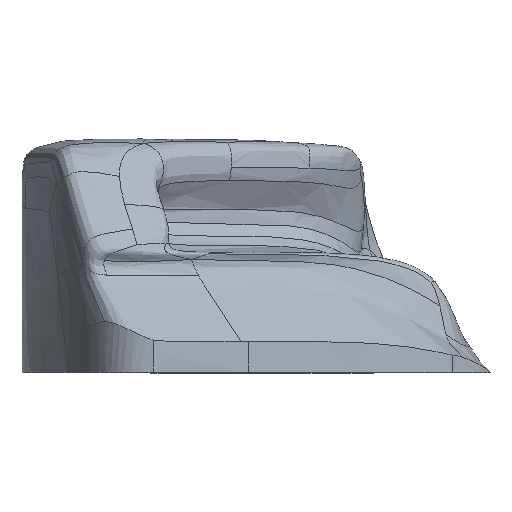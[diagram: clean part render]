
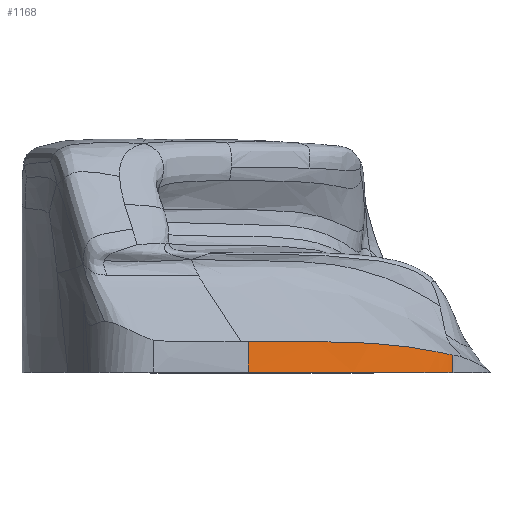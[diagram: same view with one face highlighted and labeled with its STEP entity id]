
A CAD part, top view. The second image highlights one B-rep face of the part: STEP entity #1168.
In plain terms, the highlighted free-form (B-spline) face has degree [3, 1] with [22, 2] control points.
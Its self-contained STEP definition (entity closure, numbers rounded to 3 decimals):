
#57=FACE_OUTER_BOUND('',#132,.T.);
#132=EDGE_LOOP('',(#770,#771,#772,#773));
#204=LINE('',#2180,#220);
#205=LINE('',#2244,#221);
#220=VECTOR('',#1265,10.);
#221=VECTOR('',#1266,10.);
#253=B_SPLINE_CURVE_WITH_KNOTS('',3,(#2299,#2300,#2301,#2302,#2303,#2304,
#2305,#2306,#2307,#2308,#2309,#2310,#2311,#2312,#2313,#2314,#2315,#2316,
#2317,#2318,#2319,#2320,#2321,#2322,#2323,#2324,#2325,#2326,#2327,#2328,
#2329,#2330,#2331,#2332,#2333,#2334,#2335,#2336,#2337,#2338,#2339,#2340,
#2341),.UNSPECIFIED.,.F.,.F.,(4,3,3,3,3,3,3,3,3,3,3,3,3,3,4),(-6.915,
-6.105,-6.062,-5.623,-5.212,
-3.862,-3.793,-3.103,-1.551,
-0.776,-0.556,-0.27,-0.149,
-0.035,0.),.UNSPECIFIED.);
#254=B_SPLINE_CURVE_WITH_KNOTS('',3,(#2342,#2343,#2344,#2345,#2346,#2347,
#2348,#2349,#2350,#2351,#2352,#2353,#2354,#2355,#2356,#2357,#2358,#2359,
#2360,#2361,#2362,#2363),.UNSPECIFIED.,.F.,.F.,(4,3,3,3,3,3,3,4),(-2.068,
-2.046,-1.812,-1.526,-1.068,
-0.94,-0.418,0.),.UNSPECIFIED.);
#425=VERTEX_POINT('',#2138);
#426=VERTEX_POINT('',#2179);
#429=VERTEX_POINT('',#2226);
#430=VERTEX_POINT('',#2243);
#558=EDGE_CURVE('',#425,#426,#204,.T.);
#562=EDGE_CURVE('',#430,#429,#205,.T.);
#564=EDGE_CURVE('',#426,#429,#253,.T.);
#565=EDGE_CURVE('',#430,#425,#254,.T.);
#770=ORIENTED_EDGE('',*,*,#564,.F.);
#771=ORIENTED_EDGE('',*,*,#558,.F.);
#772=ORIENTED_EDGE('',*,*,#565,.F.);
#773=ORIENTED_EDGE('',*,*,#562,.T.);
#1094=B_SPLINE_SURFACE_WITH_KNOTS('',3,1,((#2255,#2256),(#2257,#2258),(#2259,
#2260),(#2261,#2262),(#2263,#2264),(#2265,#2266),(#2267,#2268),(#2269,#2270),
(#2271,#2272),(#2273,#2274),(#2275,#2276),(#2277,#2278),(#2279,#2280),(#2281,
#2282),(#2283,#2284),(#2285,#2286),(#2287,#2288),(#2289,#2290),(#2291,#2292),
(#2293,#2294),(#2295,#2296),(#2297,#2298)),.UNSPECIFIED.,.F.,.F.,.F.,(4,
3,3,3,3,3,3,4),(2,2),(-2.068,-2.046,-1.812,
-1.526,-1.068,-0.94,-0.418,
0.),(0.,8.),.UNSPECIFIED.);
#1168=ADVANCED_FACE('',(#57),#1094,.F.);
#1265=DIRECTION('',(0.,1.,0.));
#1266=DIRECTION('',(0.,1.,0.));
#2138=CARTESIAN_POINT('',(18.181,0.,83.861));
#2179=CARTESIAN_POINT('',(18.181,9.927,83.861));
#2180=CARTESIAN_POINT('',(18.181,0.,83.861));
#2226=CARTESIAN_POINT('',(84.257,5.592,54.876));
#2243=CARTESIAN_POINT('',(84.257,0.,54.876));
#2244=CARTESIAN_POINT('',(84.257,0.,54.876));
#2255=CARTESIAN_POINT('Ctrl Pts',(84.257,0.,54.876));
#2256=CARTESIAN_POINT('Ctrl Pts',(84.257,80.,54.876));
#2257=CARTESIAN_POINT('Ctrl Pts',(84.227,0.,54.911));
#2258=CARTESIAN_POINT('Ctrl Pts',(84.227,80.,54.911));
#2259=CARTESIAN_POINT('Ctrl Pts',(84.196,0.,54.948));
#2260=CARTESIAN_POINT('Ctrl Pts',(84.196,80.,54.948));
#2261=CARTESIAN_POINT('Ctrl Pts',(84.161,0.,54.985));
#2262=CARTESIAN_POINT('Ctrl Pts',(84.161,80.,54.985));
#2263=CARTESIAN_POINT('Ctrl Pts',(83.78,0.,55.406));
#2264=CARTESIAN_POINT('Ctrl Pts',(83.78,80.,55.406));
#2265=CARTESIAN_POINT('Ctrl Pts',(83.03,0.,
56.042));
#2266=CARTESIAN_POINT('Ctrl Pts',(83.03,80.,56.042));
#2267=CARTESIAN_POINT('Ctrl Pts',(81.759,0.,
56.784));
#2268=CARTESIAN_POINT('Ctrl Pts',(81.759,80.,56.784));
#2269=CARTESIAN_POINT('Ctrl Pts',(80.209,0.,
57.689));
#2270=CARTESIAN_POINT('Ctrl Pts',(80.209,80.,57.689));
#2271=CARTESIAN_POINT('Ctrl Pts',(77.924,0.,
58.715));
#2272=CARTESIAN_POINT('Ctrl Pts',(77.924,80.,58.715));
#2273=CARTESIAN_POINT('Ctrl Pts',(75.087,0.,
59.802));
#2274=CARTESIAN_POINT('Ctrl Pts',(75.087,80.,59.802));
#2275=CARTESIAN_POINT('Ctrl Pts',(70.544,0.,
61.543));
#2276=CARTESIAN_POINT('Ctrl Pts',(70.544,80.,61.543));
#2277=CARTESIAN_POINT('Ctrl Pts',(64.619,0.,
63.452));
#2278=CARTESIAN_POINT('Ctrl Pts',(64.619,80.,63.452));
#2279=CARTESIAN_POINT('Ctrl Pts',(57.937,0.,
66.048));
#2280=CARTESIAN_POINT('Ctrl Pts',(57.937,80.,66.048));
#2281=CARTESIAN_POINT('Ctrl Pts',(56.083,0.,
66.768));
#2282=CARTESIAN_POINT('Ctrl Pts',(56.083,80.,66.768));
#2283=CARTESIAN_POINT('Ctrl Pts',(54.204,0.,
67.529));
#2284=CARTESIAN_POINT('Ctrl Pts',(54.204,80.,67.529));
#2285=CARTESIAN_POINT('Ctrl Pts',(52.321,0.,
68.315));
#2286=CARTESIAN_POINT('Ctrl Pts',(52.321,80.,68.315));
#2287=CARTESIAN_POINT('Ctrl Pts',(44.582,0.,
71.546));
#2288=CARTESIAN_POINT('Ctrl Pts',(44.582,80.,71.546));
#2289=CARTESIAN_POINT('Ctrl Pts',(36.742,0.,
75.206));
#2290=CARTESIAN_POINT('Ctrl Pts',(36.742,80.,75.206));
#2291=CARTESIAN_POINT('Ctrl Pts',(30.549,0.,
78.094));
#2292=CARTESIAN_POINT('Ctrl Pts',(30.549,80.,78.094));
#2293=CARTESIAN_POINT('Ctrl Pts',(25.599,0.,
80.402));
#2294=CARTESIAN_POINT('Ctrl Pts',(25.599,80.,80.402));
#2295=CARTESIAN_POINT('Ctrl Pts',(21.631,0.,82.252));
#2296=CARTESIAN_POINT('Ctrl Pts',(21.631,80.,82.252));
#2297=CARTESIAN_POINT('Ctrl Pts',(18.181,0.,83.861));
#2298=CARTESIAN_POINT('Ctrl Pts',(18.181,80.,83.861));
#2299=CARTESIAN_POINT('Ctrl Pts',(18.181,9.927,83.861));
#2300=CARTESIAN_POINT('Ctrl Pts',(22.097,9.927,82.035));
#2301=CARTESIAN_POINT('Ctrl Pts',(26.013,9.927,80.209));
#2302=CARTESIAN_POINT('Ctrl Pts',(29.93,9.927,78.382));
#2303=CARTESIAN_POINT('Ctrl Pts',(30.136,9.927,78.286));
#2304=CARTESIAN_POINT('Ctrl Pts',(30.342,9.927,78.19));
#2305=CARTESIAN_POINT('Ctrl Pts',(30.549,9.927,78.094));
#2306=CARTESIAN_POINT('Ctrl Pts',(32.67,9.927,77.105));
#2307=CARTESIAN_POINT('Ctrl Pts',(34.788,9.926,76.118));
#2308=CARTESIAN_POINT('Ctrl Pts',(36.864,9.918,75.161));
#2309=CARTESIAN_POINT('Ctrl Pts',(38.807,9.911,74.265));
#2310=CARTESIAN_POINT('Ctrl Pts',(40.791,9.896,73.359));
#2311=CARTESIAN_POINT('Ctrl Pts',(42.605,9.873,72.543));
#2312=CARTESIAN_POINT('Ctrl Pts',(48.565,9.799,69.863));
#2313=CARTESIAN_POINT('Ctrl Pts',(53.188,9.648,67.909));
#2314=CARTESIAN_POINT('Ctrl Pts',(57.311,9.405,66.292));
#2315=CARTESIAN_POINT('Ctrl Pts',(57.521,9.393,66.21));
#2316=CARTESIAN_POINT('Ctrl Pts',(57.729,9.381,66.128));
#2317=CARTESIAN_POINT('Ctrl Pts',(57.937,9.368,66.048));
#2318=CARTESIAN_POINT('Ctrl Pts',(60.02,9.238,65.239));
#2319=CARTESIAN_POINT('Ctrl Pts',(62.,9.08,64.509));
#2320=CARTESIAN_POINT('Ctrl Pts',(63.935,8.891,63.812));
#2321=CARTESIAN_POINT('Ctrl Pts',(68.283,8.467,62.246));
#2322=CARTESIAN_POINT('Ctrl Pts',(72.017,7.921,60.98));
#2323=CARTESIAN_POINT('Ctrl Pts',(75.148,7.367,59.779));
#2324=CARTESIAN_POINT('Ctrl Pts',(76.713,7.09,59.178));
#2325=CARTESIAN_POINT('Ctrl Pts',(78.128,6.811,58.596));
#2326=CARTESIAN_POINT('Ctrl Pts',(79.395,6.549,58.005));
#2327=CARTESIAN_POINT('Ctrl Pts',(79.754,6.475,57.838));
#2328=CARTESIAN_POINT('Ctrl Pts',(80.098,6.404,57.673));
#2329=CARTESIAN_POINT('Ctrl Pts',(80.541,6.31,57.447));
#2330=CARTESIAN_POINT('Ctrl Pts',(81.12,6.188,57.151));
#2331=CARTESIAN_POINT('Ctrl Pts',(81.8,6.042,56.78));
#2332=CARTESIAN_POINT('Ctrl Pts',(82.442,5.909,56.365));
#2333=CARTESIAN_POINT('Ctrl Pts',(82.712,5.853,56.191));
#2334=CARTESIAN_POINT('Ctrl Pts',(82.976,5.8,56.009));
#2335=CARTESIAN_POINT('Ctrl Pts',(83.223,5.753,55.822));
#2336=CARTESIAN_POINT('Ctrl Pts',(83.457,5.709,55.645));
#2337=CARTESIAN_POINT('Ctrl Pts',(83.747,5.655,55.41));
#2338=CARTESIAN_POINT('Ctrl Pts',(84.019,5.619,55.136));
#2339=CARTESIAN_POINT('Ctrl Pts',(84.102,5.608,55.052));
#2340=CARTESIAN_POINT('Ctrl Pts',(84.182,5.598,54.965));
#2341=CARTESIAN_POINT('Ctrl Pts',(84.257,5.592,54.876));
#2342=CARTESIAN_POINT('Ctrl Pts',(84.257,0.,54.876));
#2343=CARTESIAN_POINT('Ctrl Pts',(84.227,0.,54.911));
#2344=CARTESIAN_POINT('Ctrl Pts',(84.196,0.,54.948));
#2345=CARTESIAN_POINT('Ctrl Pts',(84.161,0.,54.985));
#2346=CARTESIAN_POINT('Ctrl Pts',(83.78,0.,55.406));
#2347=CARTESIAN_POINT('Ctrl Pts',(83.03,0.,
56.042));
#2348=CARTESIAN_POINT('Ctrl Pts',(81.759,0.,
56.784));
#2349=CARTESIAN_POINT('Ctrl Pts',(80.209,0.,
57.689));
#2350=CARTESIAN_POINT('Ctrl Pts',(77.924,0.,
58.715));
#2351=CARTESIAN_POINT('Ctrl Pts',(75.087,0.,
59.802));
#2352=CARTESIAN_POINT('Ctrl Pts',(70.544,0.,
61.543));
#2353=CARTESIAN_POINT('Ctrl Pts',(64.619,0.,
63.452));
#2354=CARTESIAN_POINT('Ctrl Pts',(57.937,0.,
66.048));
#2355=CARTESIAN_POINT('Ctrl Pts',(56.083,0.,
66.768));
#2356=CARTESIAN_POINT('Ctrl Pts',(54.204,0.,
67.529));
#2357=CARTESIAN_POINT('Ctrl Pts',(52.321,0.,
68.315));
#2358=CARTESIAN_POINT('Ctrl Pts',(44.582,0.,
71.546));
#2359=CARTESIAN_POINT('Ctrl Pts',(36.742,0.,
75.206));
#2360=CARTESIAN_POINT('Ctrl Pts',(30.549,0.,
78.094));
#2361=CARTESIAN_POINT('Ctrl Pts',(25.599,0.,
80.402));
#2362=CARTESIAN_POINT('Ctrl Pts',(21.631,0.,
82.252));
#2363=CARTESIAN_POINT('Ctrl Pts',(18.181,0.,83.861));
